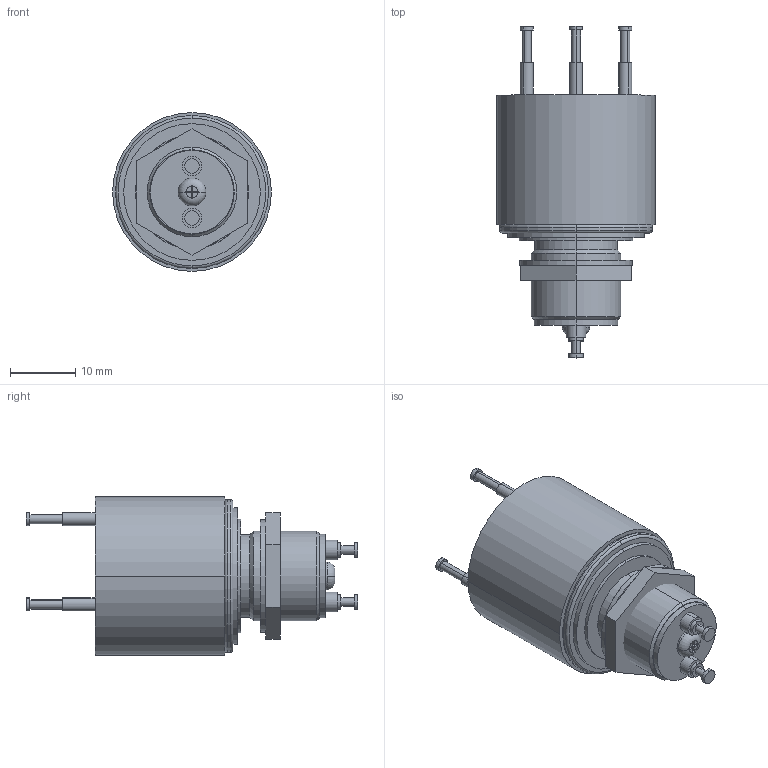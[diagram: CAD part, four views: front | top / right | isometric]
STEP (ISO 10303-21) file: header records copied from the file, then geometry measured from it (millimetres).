
FILE_DESCRIPTION (( 'STEP AP214' ), '1' );
FILE_NAME ('GH2-4-6_step.STEP', '2011-11-02T00:23:38', ( 'RUlrich' ), ( 'Genco' ), 'SwSTEP 2.0', 'SolidWorks 2010', '' );
FILE_SCHEMA (( 'AUTOMOTIVE_DESIGN' ));
Length unit declared in the file: inch
Products named in the file (1): GH2-4-6_step
Bounding box: 24.4 x 51 x 24.4 mm (x, y, z)
Volume: 15667.4 mm3; surface area: 5942.1 mm2
Topology: 14 solids, 14 shells, 177 faces, 387 edges, 254 vertices
Faces by surface type: plane 91, cylinder 74, torus 8, cone 4
Entity records: 7453 total; most frequent: DIRECTION 917, CARTESIAN_POINT 891, ORIENTED_EDGE 774, EDGE_CURVE 387, AXIS2_PLACEMENT_3D 370, VERTEX_POINT 254, EDGE_LOOP 203, LENGTH_MEASURE_WITH_UNIT 193
